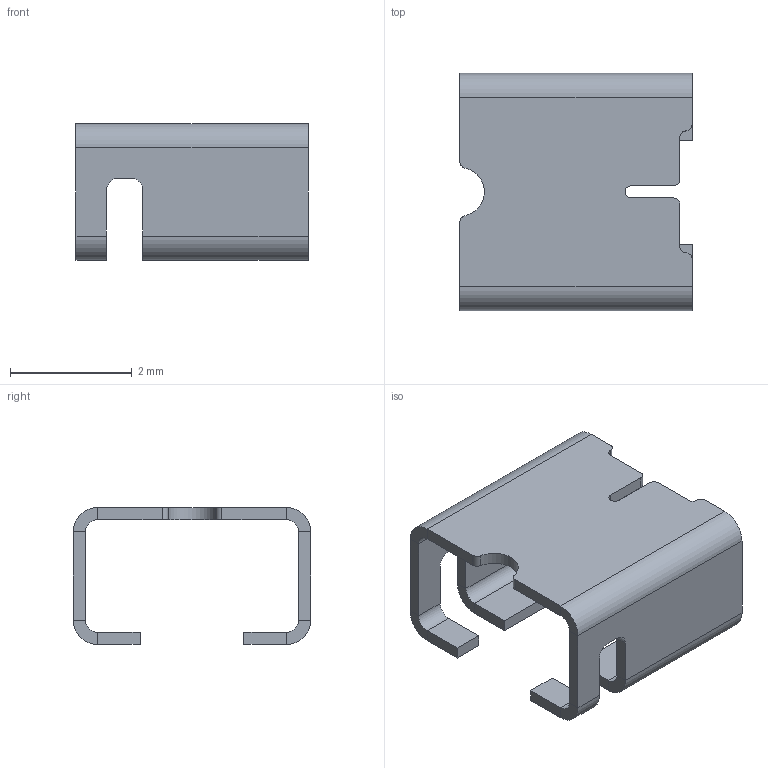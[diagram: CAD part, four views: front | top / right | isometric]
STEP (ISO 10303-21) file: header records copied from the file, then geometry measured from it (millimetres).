
FILE_DESCRIPTION(/* description */ (''),/* implementation_level */ '2;1');
FILE_NAME(/* name */ 'WSK1216.step.step',/* time_stamp */ '2023-12-26T13:17:12-08:00',/* author */ (''),/* organization */ (''),/* preprocessor_version */ 'ST-DEVELOPER v20',/* originating_system */ 'Autodesk Translation Framework v12.14.0.127',/* authorisation */ '');
FILE_SCHEMA (('AUTOMOTIVE_DESIGN { 1 0 10303 214 3 1 1 }'));
Length unit declared in the file: millimetre
Products named in the file (1): WSK1216
Bounding box: 3.81 x 3.9 x 2.25 mm (x, y, z)
Volume: 6.4 mm3; surface area: 71.3 mm2
Topology: 1 solids, 1 shells, 82 faces, 192 edges, 112 vertices
Faces by surface type: plane 56, cylinder 26
Entity records: 2324 total; most frequent: DIRECTION 410, CARTESIAN_POINT 387, ORIENTED_EDGE 384, EDGE_CURVE 192, LINE 140, VECTOR 140, AXIS2_PLACEMENT_3D 135, VERTEX_POINT 112
